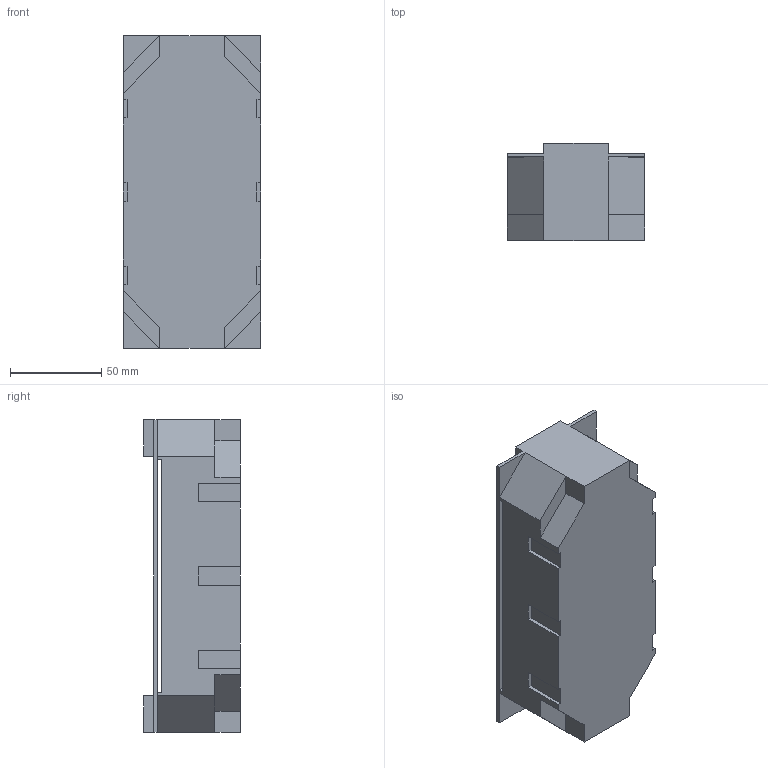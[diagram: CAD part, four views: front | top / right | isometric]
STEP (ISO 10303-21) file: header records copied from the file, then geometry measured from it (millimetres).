
FILE_DESCRIPTION((''),'2;1');
FILE_NAME('GTVR300KUN','2022-10-17T15:00:53',('wilhelo'),(''),'CREO PARAMETRIC BY PTC INC, 2022024','CREO PARAMETRIC BY PTC INC, 2022024','');
FILE_SCHEMA(('AUTOMOTIVE_DESIGN { 1 0 10303 214 1 1 1 1 }'));
Length unit declared in the file: millimetre
Products named in the file (1): GTVR300KUN
Bounding box: 75 x 53 x 171 mm (x, y, z)
Volume: 233548.8 mm3; surface area: 81300.6 mm2
Topology: 1 solids, 1 shells, 117 faces, 338 edges, 220 vertices
Faces by surface type: plane 117
Entity records: 5498 total; most frequent: CARTESIAN_POINT 1367, DIRECTION 708, ORIENTED_EDGE 676, VECTOR 341, LINE 341, EDGE_CURVE 338, VERTEX_POINT 220, COLOUR_RGB 209
